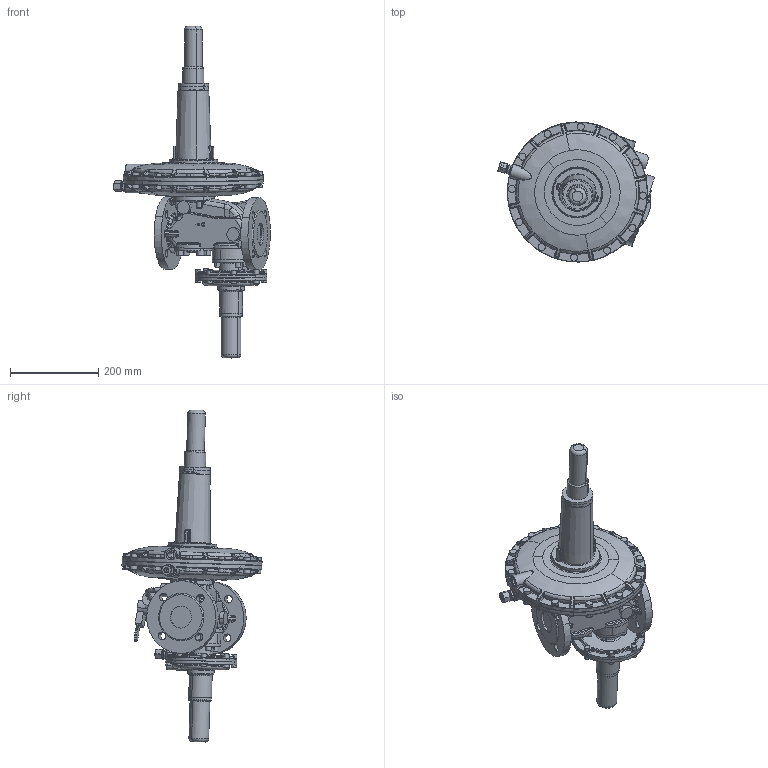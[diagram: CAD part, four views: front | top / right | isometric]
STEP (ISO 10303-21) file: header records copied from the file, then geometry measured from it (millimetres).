
FILE_DESCRIPTION(('CATIA V5 STEP'),'2;1');
FILE_NAME('RS 250 DN 050-320-HDS.stp','2014-03-28T13:47:39+00:00',('none'),('none'),'CATIA Version 5 Release 19 SP 9 (IN-10)','CATIA V5 STEP AP203 Edition 2','none');
FILE_SCHEMA(('AP203_CONFIGURATION_CONTROLLED_3D_DESIGN_OF_MECHANICAL_PARTS_AND_ASSEMBLIES_MIM_LF { 1 0 10303 403 2 1 2}'));
Products named in the file (5): Product1; Product1_AllCATPart; Produkt1; 8630H1; 8630H
Assembly tree (4 placements, depth 3):
  Product1
    Product1_AllCATPart
    Produkt1
      8630H1
      8630H
Bounding box: 355.88 x 318.35 x 754.37 mm (x, y, z)
Volume: 9033674 mm3; surface area: 617932.1 mm2
Topology: 3 solids, 25 shells, 2451 faces, 6034 edges, 3366 vertices
Faces by surface type: cylinder 785, bspline 553, torus 413, plane 396, sphere 193, cone 95, revolution 10, extrusion 6
Entity records: 109151 total; most frequent: CARTESIAN_POINT 61282, ORIENTED_EDGE 11430, DIRECTION 6702, EDGE_CURVE 5715, AXIS2_PLACEMENT_3D 3895, VERTEX_POINT 3366, EDGE_LOOP 2533, ADVANCED_FACE 2451
